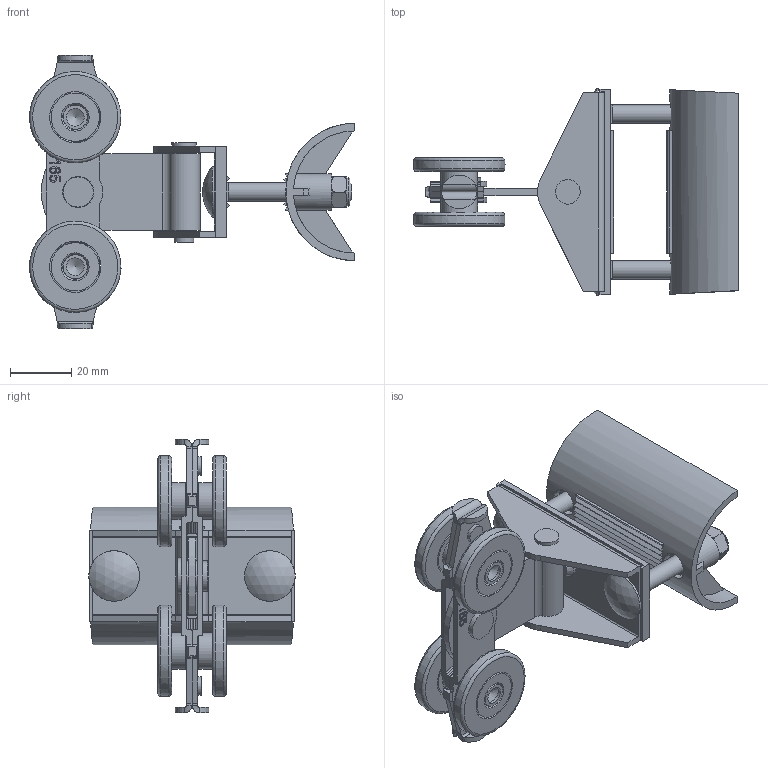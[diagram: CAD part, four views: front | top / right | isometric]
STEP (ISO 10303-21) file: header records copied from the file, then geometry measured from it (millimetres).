
FILE_DESCRIPTION(/* description */ (''),/* implementation_level */ '2;1');
FILE_NAME(/* name */ '2432P.stp',/* time_stamp */ '2024-07-10T10:04:11+02:00',/* author */ ('Giuliano'),/* organization */ (''),/* preprocessor_version */ 'ST-DEVELOPER v18.1',/* originating_system */ 'Autodesk Inventor 2021',/* authorisation */ '');
FILE_SCHEMA (('AUTOMOTIVE_DESIGN { 1 0 10303 214 3 1 1 }'));
Length unit declared in the file: millimetre
Products named in the file (1): Pièce1
Bounding box: 106.49 x 67.55 x 89.6 mm (x, y, z)
Volume: 54625.1 mm3; surface area: 46820.3 mm2
Topology: 9 solids, 9 shells, 624 faces, 1612 edges, 1009 vertices
Faces by surface type: plane 360, cylinder 162, bspline 55, torus 22, cone 15, sphere 10
Full cylindrical faces by diameter (mm): 1.342 x1, 1.458 x1, 3 x2, 5.8 x4, 6 x5, 6.2 x1, 6.4 x1, 6.5 x2, 7.9 x4, 8 x3, 8.1 x5, 9 x2, 9.182 x2, 9.9 x1, 10.2 x3, 12 x7, 15.8 x4, 16.55 x2, 16.8 x4
Entity records: 22385 total; most frequent: CARTESIAN_POINT 7170, ORIENTED_EDGE 3200, DIRECTION 3045, EDGE_CURVE 1600, AXIS2_PLACEMENT_3D 1027, VERTEX_POINT 1009, LINE 991, VECTOR 991
